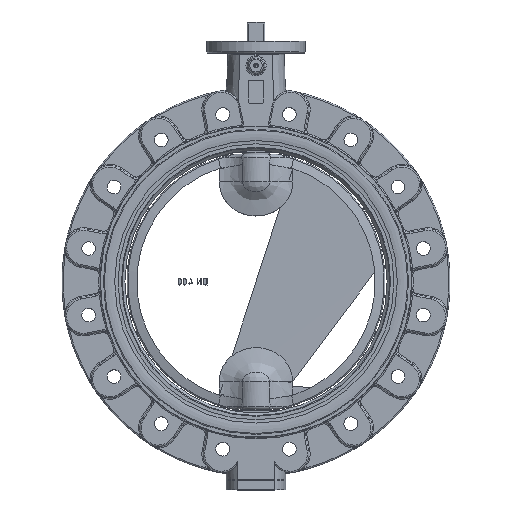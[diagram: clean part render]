
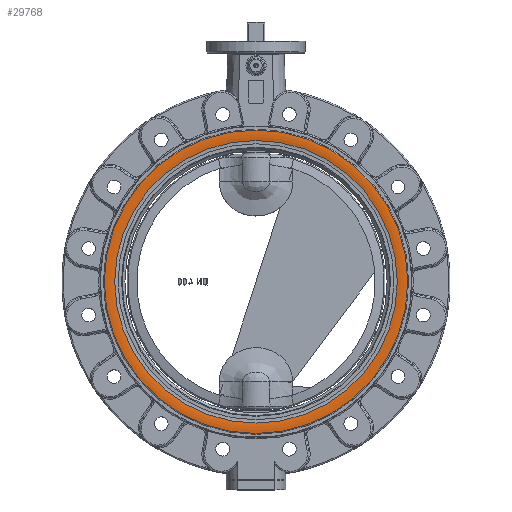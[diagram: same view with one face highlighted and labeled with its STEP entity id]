
A CAD part, top view. The second image highlights one B-rep face of the part: STEP entity #29768.
In plain terms, the highlighted toroidal (fillet/blend) face has major radius 223 mm and minor radius 49 mm.
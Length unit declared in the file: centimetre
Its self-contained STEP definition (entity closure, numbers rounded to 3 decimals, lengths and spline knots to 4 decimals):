
#971=TOROIDAL_SURFACE('',#32744,22.3,4.9);
#1332=FACE_BOUND('',#8723,.T.);
#6567=FACE_OUTER_BOUND('',#8722,.T.);
#8722=EDGE_LOOP('',(#25598));
#8723=EDGE_LOOP('',(#25599));
#11542=CIRCLE('',#32735,22.8932);
#11546=CIRCLE('',#32743,21.3184);
#13922=VERTEX_POINT('',#61972);
#13926=VERTEX_POINT('',#61984);
#17904=EDGE_CURVE('',#13922,#13922,#11542,.T.);
#17908=EDGE_CURVE('',#13926,#13926,#11546,.T.);
#25598=ORIENTED_EDGE('',*,*,#17908,.T.);
#25599=ORIENTED_EDGE('',*,*,#17904,.F.);
#29768=ADVANCED_FACE('',(#6567,#1332),#971,.T.);
#32735=AXIS2_PLACEMENT_3D('',#61973,#39662,#39663);
#32743=AXIS2_PLACEMENT_3D('',#61985,#39678,#39679);
#32744=AXIS2_PLACEMENT_3D('',#61986,#39680,#39681);
#39662=DIRECTION('center_axis',(0.,0.,
-1.));
#39663=DIRECTION('ref_axis',(1.,0.,0.));
#39678=DIRECTION('center_axis',(0.,0.,
-1.));
#39679=DIRECTION('ref_axis',(-1.,0.,0.));
#39680=DIRECTION('center_axis',(0.,0.,
-1.));
#39681=DIRECTION('ref_axis',(0.,-1.,0.));
#61972=CARTESIAN_POINT('',(-22.8932,0.,5.274));
#61973=CARTESIAN_POINT('Origin',(0.,0.,
5.274));
#61984=CARTESIAN_POINT('',(-21.3184,0.,5.2107));
#61985=CARTESIAN_POINT('Origin',(0.,0.,
5.2107));
#61986=CARTESIAN_POINT('Origin',(0.,0.,
0.41));
